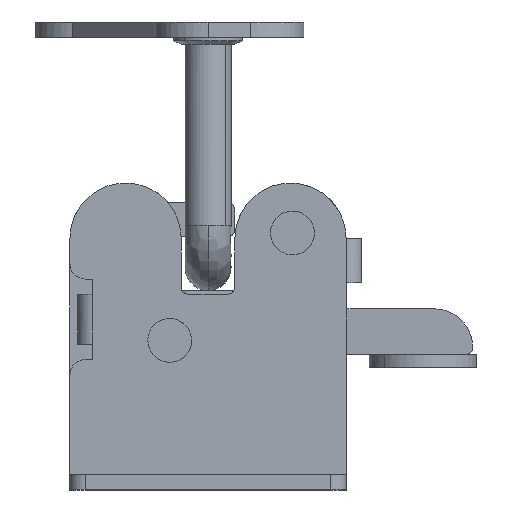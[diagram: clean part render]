
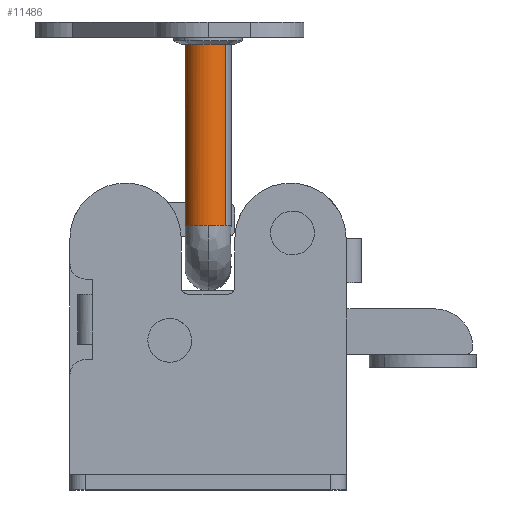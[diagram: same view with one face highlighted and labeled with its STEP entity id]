
A CAD part, front view. The second image highlights one B-rep face of the part: STEP entity #11486.
In plain terms, the highlighted free-form (B-spline) face has degree [2, 1] with [5, 2] control points.
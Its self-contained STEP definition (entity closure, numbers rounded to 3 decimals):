
#11289=CARTESIAN_POINT('',(15.788,-10.973,58.1));
#11290=VERTEX_POINT('',#11289);
#11300=CARTESIAN_POINT('',(15.0,-13.,58.1));
#11301=VERTEX_POINT('',#11300);
#11302=CARTESIAN_POINT('',(15.0,-13.,58.1));
#11303=CARTESIAN_POINT('',(15.,-12.803,58.1));
#11304=CARTESIAN_POINT('',(15.039,-12.409,58.1));
#11305=CARTESIAN_POINT('',(15.256,-11.696,58.1));
#11306=CARTESIAN_POINT('',(15.553,-11.229,58.1));
#11307=CARTESIAN_POINT('',(15.788,-10.973,58.1));
#11308=B_SPLINE_CURVE_WITH_KNOTS('',3,(#11302,#11303,#11304,#11305,#11306,#11307),.UNSPECIFIED.,.F.,.U.,(4,1,1,4),(0.,0.591,1.182,2.225),.UNSPECIFIED.);
#11309=EDGE_CURVE('',#11301,#11290,#11308,.T.);
#11311=CARTESIAN_POINT('',(18.,-16.,58.1));
#11312=VERTEX_POINT('',#11311);
#11313=CARTESIAN_POINT('',(18.,-16.,58.1));
#11314=CARTESIAN_POINT('',(17.804,-16.,58.1));
#11315=CARTESIAN_POINT('',(17.374,-15.958,58.1));
#11316=CARTESIAN_POINT('',(16.751,-15.756,58.1));
#11317=CARTESIAN_POINT('',(16.19,-15.42,58.1));
#11318=CARTESIAN_POINT('',(15.684,-14.95,58.1));
#11319=CARTESIAN_POINT('',(15.326,-14.414,58.1));
#11320=CARTESIAN_POINT('',(15.065,-13.736,58.1));
#11321=CARTESIAN_POINT('',(15.,-13.282,58.1));
#11322=CARTESIAN_POINT('',(15.0,-13.,58.1));
#11323=B_SPLINE_CURVE_WITH_KNOTS('',3,(#11313,#11314,#11315,#11316,#11317,#11318,#11319,#11320,#11321,#11322),.UNSPECIFIED.,.F.,.U.,(4,1,1,1,1,1,1,4),(0.,0.589,1.289,1.951,2.54,3.35,3.866,4.712),.UNSPECIFIED.);
#11324=EDGE_CURVE('',#11312,#11301,#11323,.T.);
#11326=CARTESIAN_POINT('',(20.212,-15.027,58.1));
#11327=VERTEX_POINT('',#11326);
#11328=CARTESIAN_POINT('',(20.212,-15.027,58.1));
#11329=CARTESIAN_POINT('',(20.002,-15.256,58.1));
#11330=CARTESIAN_POINT('',(19.643,-15.542,58.1));
#11331=CARTESIAN_POINT('',(19.104,-15.8,58.1));
#11332=CARTESIAN_POINT('',(18.609,-15.956,58.1));
#11333=CARTESIAN_POINT('',(18.233,-16.,58.1));
#11334=CARTESIAN_POINT('',(18.,-16.,58.1));
#11335=B_SPLINE_CURVE_WITH_KNOTS('',3,(#11328,#11329,#11330,#11331,#11332,#11333,#11334),.UNSPECIFIED.,.F.,.U.,(4,1,1,1,4),(0.,0.933,1.36,1.788,2.487),.UNSPECIFIED.);
#11336=EDGE_CURVE('',#11327,#11312,#11335,.T.);
#11370=CARTESIAN_POINT('',(20.212,-15.027,34.5));
#11371=VERTEX_POINT('',#11370);
#11372=CARTESIAN_POINT('',(20.212,-15.027,34.5));
#11373=CARTESIAN_POINT('',(20.212,-15.027,58.1));
#11374=QUASI_UNIFORM_CURVE('',1,(#11372,#11373),.UNSPECIFIED.,.F.,.U.);
#11375=EDGE_CURVE('',#11371,#11327,#11374,.T.);
#11404=CARTESIAN_POINT('',(15.788,-10.973,34.5));
#11405=VERTEX_POINT('',#11404);
#11416=CARTESIAN_POINT('',(15.788,-10.973,34.5));
#11417=CARTESIAN_POINT('',(15.788,-10.973,58.1));
#11418=QUASI_UNIFORM_CURVE('',1,(#11416,#11417),.UNSPECIFIED.,.F.,.U.);
#11419=EDGE_CURVE('',#11405,#11290,#11418,.T.);
#11426=CARTESIAN_POINT('',(15.788,-10.973,33.91));
#11427=CARTESIAN_POINT('',(13.761,-13.185,33.91));
#11428=CARTESIAN_POINT('',(15.973,-15.212,33.91));
#11429=CARTESIAN_POINT('',(18.185,-17.239,33.91));
#11430=CARTESIAN_POINT('',(20.212,-15.027,33.91));
#11431=CARTESIAN_POINT('',(15.788,-10.973,58.705));
#11432=CARTESIAN_POINT('',(13.761,-13.185,58.705));
#11433=CARTESIAN_POINT('',(15.973,-15.212,58.705));
#11434=CARTESIAN_POINT('',(18.185,-17.239,58.705));
#11435=CARTESIAN_POINT('',(20.212,-15.027,58.705));
#11443=(BOUNDED_SURFACE()B_SPLINE_SURFACE(2,1,((#11426,#11431),(#11427,#11432),(#11428,#11433),(#11429,#11434),(#11430,#11435)),.UNSPECIFIED.,.F.,.F.,.U.)B_SPLINE_SURFACE_WITH_KNOTS((3,2,3),(2,2),(0.0,4.971,9.941),(0.0,24.795),.UNSPECIFIED.)GEOMETRIC_REPRESENTATION_ITEM()RATIONAL_B_SPLINE_SURFACE(((1.0,1.0),(0.707,0.707),(1.0,1.0),(0.707,0.707),(1.0,1.0)))REPRESENTATION_ITEM('')SURFACE());
#11444=ORIENTED_EDGE('',*,*,#11336,.T.);
#11445=ORIENTED_EDGE('',*,*,#11324,.T.);
#11446=ORIENTED_EDGE('',*,*,#11309,.T.);
#11447=ORIENTED_EDGE('',*,*,#11419,.F.);
#11448=CARTESIAN_POINT('',(15.,-13.,34.5));
#11449=VERTEX_POINT('',#11448);
#11450=CARTESIAN_POINT('',(15.,-13.,34.5));
#11451=CARTESIAN_POINT('',(15.,-12.675,34.5));
#11452=CARTESIAN_POINT('',(15.08,-12.189,34.5));
#11453=CARTESIAN_POINT('',(15.374,-11.505,34.5));
#11454=CARTESIAN_POINT('',(15.616,-11.161,34.5));
#11455=CARTESIAN_POINT('',(15.788,-10.973,34.5));
#11456=B_SPLINE_CURVE_WITH_KNOTS('',3,(#11450,#11451,#11452,#11453,#11454,#11455),.UNSPECIFIED.,.F.,.U.,(4,1,1,4),(0.,0.974,1.46,2.225),.UNSPECIFIED.);
#11457=EDGE_CURVE('',#11449,#11405,#11456,.T.);
#11458=ORIENTED_EDGE('',*,*,#11457,.F.);
#11459=CARTESIAN_POINT('',(18.0,-16.,34.5));
#11460=VERTEX_POINT('',#11459);
#11461=CARTESIAN_POINT('',(18.0,-16.,34.5));
#11462=CARTESIAN_POINT('',(17.656,-16.,34.5));
#11463=CARTESIAN_POINT('',(17.129,-15.908,34.5));
#11464=CARTESIAN_POINT('',(16.447,-15.591,34.5));
#11465=CARTESIAN_POINT('',(15.991,-15.253,34.5));
#11466=CARTESIAN_POINT('',(15.617,-14.844,34.5));
#11467=CARTESIAN_POINT('',(15.328,-14.401,34.5));
#11468=CARTESIAN_POINT('',(15.073,-13.785,34.5));
#11469=CARTESIAN_POINT('',(15.,-13.295,34.5));
#11470=CARTESIAN_POINT('',(15.,-13.,34.5));
#11471=B_SPLINE_CURVE_WITH_KNOTS('',3,(#11461,#11462,#11463,#11464,#11465,#11466,#11467,#11468,#11469,#11470),.UNSPECIFIED.,.F.,.U.,(4,1,1,1,1,1,1,4),(0.,1.031,1.583,2.246,2.724,3.24,3.829,4.712),.UNSPECIFIED.);
#11472=EDGE_CURVE('',#11460,#11449,#11471,.T.);
#11473=ORIENTED_EDGE('',*,*,#11472,.F.);
#11474=CARTESIAN_POINT('',(20.212,-15.027,34.5));
#11475=CARTESIAN_POINT('',(20.054,-15.199,34.5));
#11476=CARTESIAN_POINT('',(19.689,-15.514,34.5));
#11477=CARTESIAN_POINT('',(18.945,-15.895,34.5));
#11478=CARTESIAN_POINT('',(18.35,-16.,34.5));
#11479=CARTESIAN_POINT('',(18.0,-16.,34.5));
#11480=B_SPLINE_CURVE_WITH_KNOTS('',3,(#11474,#11475,#11476,#11477,#11478,#11479),.UNSPECIFIED.,.F.,.U.,(4,1,1,4),(0.,0.7,1.438,2.487),.UNSPECIFIED.);
#11481=EDGE_CURVE('',#11371,#11460,#11480,.T.);
#11482=ORIENTED_EDGE('',*,*,#11481,.F.);
#11483=ORIENTED_EDGE('',*,*,#11375,.T.);
#11484=EDGE_LOOP('',(#11444,#11445,#11446,#11447,#11458,#11473,#11482,#11483));
#11485=FACE_OUTER_BOUND('',#11484,.T.);
#11486=ADVANCED_FACE('',(#11485),#11443,.T.);
